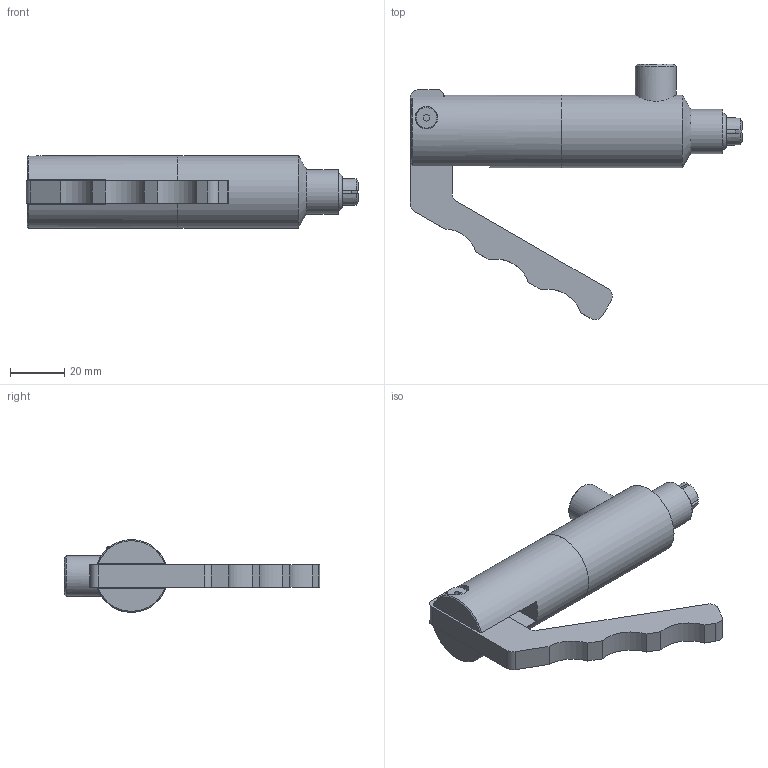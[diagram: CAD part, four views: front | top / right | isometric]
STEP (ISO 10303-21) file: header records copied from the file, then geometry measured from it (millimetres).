
FILE_DESCRIPTION(/* description */ (''),/* implementation_level */ '2;1');
FILE_NAME(/* name */ 'FNL-022021.stp',/* time_stamp */ '2016-08-24T13:15:21-05:00',/* author */ ('scottg'),/* organization */ ('FasTest,Inc.'),/* preprocessor_version */ 'ST-DEVELOPER v16.1',/* originating_system */ 'Autodesk Inventor 2016',/* authorisation */ '');
FILE_SCHEMA (('AUTOMOTIVE_DESIGN { 1 0 10303 214 3 1 1 }'));
Length unit declared in the file: inch
Products named in the file (1): FNL-022021
Bounding box: 122.96 x 94.62 x 26.92 mm (x, y, z)
Volume: 11497.9 mm3; surface area: 18394.2 mm2
Topology: 1 solids, 4 shells, 130 faces, 368 edges, 245 vertices
Faces by surface type: plane 74, cylinder 27, cone 25, torus 4
Full cylindrical faces by diameter (mm): 4.826 x2, 4.978 x1, 7.95 x1, 8.157 x1, 8.331 x1, 15.189 x1, 16.383 x1, 24.943 x1, 26.924 x2
Entity records: 4131 total; most frequent: CARTESIAN_POINT 922, ORIENTED_EDGE 666, DIRECTION 632, EDGE_CURVE 331, VERTEX_POINT 233, AXIS2_PLACEMENT_3D 217, LINE 198, VECTOR 198
